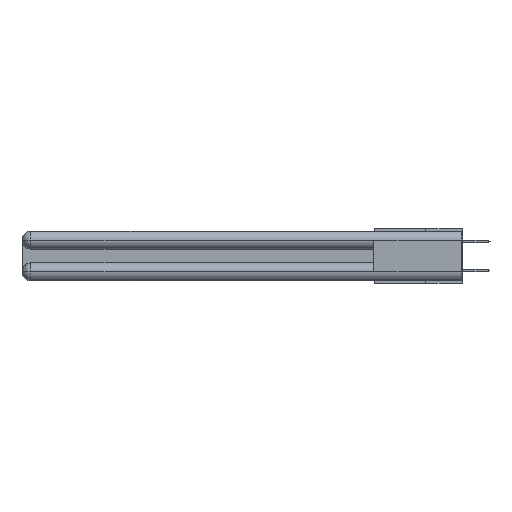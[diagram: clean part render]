
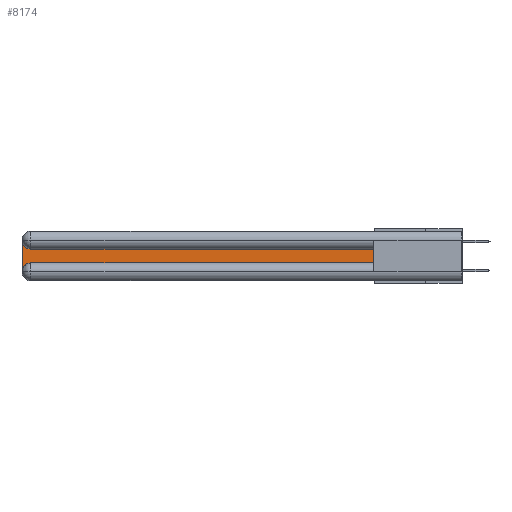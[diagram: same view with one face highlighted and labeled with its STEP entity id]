
A CAD part, left-side view. The second image highlights one B-rep face of the part: STEP entity #8174.
In plain terms, the highlighted planar face has unit normal (-1, 0, 0).
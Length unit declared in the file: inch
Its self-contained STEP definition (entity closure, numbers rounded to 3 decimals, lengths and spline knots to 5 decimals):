
#369 = EDGE_LOOP ( 'NONE', ( #6715, #13272, #8205, #15930, #22514, #30606 ) ) ;
#653 = DIRECTION ( 'NONE',  ( 0., 0., -1. ) ) ;
#851 = AXIS2_PLACEMENT_3D ( 'NONE', #13435, #13881, #20870 ) ;
#1489 = VECTOR ( 'NONE', #8562, 39.37008 ) ;
#3338 = CARTESIAN_POINT ( 'NONE',  ( 0.075, 3., -0.1225 ) ) ;
#5200 = VECTOR ( 'NONE', #11035, 39.37008 ) ;
#6715 = ORIENTED_EDGE ( 'NONE', *, *, #17298, .T. ) ;
#7669 = EDGE_CURVE ( 'NONE', #23581, #27462, #22256, .T. ) ;
#8174 = ADVANCED_FACE ( 'NONE', ( #18746 ), #23121, .F. ) ;
#8205 = ORIENTED_EDGE ( 'NONE', *, *, #23313, .T. ) ;
#8333 = CARTESIAN_POINT ( 'NONE',  ( 0.075, 0.6, -0.1225 ) ) ;
#8562 = DIRECTION ( 'NONE',  ( 0., -1., 0. ) ) ;
#8883 = LINE ( 'NONE', #10916, #1489 ) ;
#10315 = AXIS2_PLACEMENT_3D ( 'NONE', #3338, #10855, #28216 ) ;
#10855 = DIRECTION ( 'NONE',  ( 1., 0., 0. ) ) ;
#10903 = DIRECTION ( 'NONE',  ( 0., 1., 0. ) ) ;
#10916 = CARTESIAN_POINT ( 'NONE',  ( 0.075, 0.6, -0.2175 ) ) ;
#11035 = DIRECTION ( 'NONE',  ( 0., 0., 1. ) ) ;
#11054 = LINE ( 'NONE', #25757, #11427 ) ;
#11344 = VERTEX_POINT ( 'NONE', #20212 ) ;
#11414 = VECTOR ( 'NONE', #653, 39.37008 ) ;
#11427 = VECTOR ( 'NONE', #10903, 39.37008 ) ;
#13272 = ORIENTED_EDGE ( 'NONE', *, *, #15274, .T. ) ;
#13435 = CARTESIAN_POINT ( 'NONE',  ( 0.075, 2.94, -0.0625 ) ) ;
#13731 = AXIS2_PLACEMENT_3D ( 'NONE', #29661, #14811, #24883 ) ;
#13881 = DIRECTION ( 'NONE',  ( 1., 0., 0. ) ) ;
#14811 = DIRECTION ( 'NONE',  ( 1., 0., 0. ) ) ;
#15274 = EDGE_CURVE ( 'NONE', #30953, #27689, #26695, .T. ) ;
#15930 = ORIENTED_EDGE ( 'NONE', *, *, #23482, .T. ) ;
#16971 = VERTEX_POINT ( 'NONE', #19682 ) ;
#17298 = EDGE_CURVE ( 'NONE', #27462, #30953, #11054, .T. ) ;
#18393 = CARTESIAN_POINT ( 'NONE',  ( 0.075, 0.6, -0.2175 ) ) ;
#18590 = CARTESIAN_POINT ( 'NONE',  ( 0.075, 2.94, -0.1225 ) ) ;
#18746 = FACE_OUTER_BOUND ( 'NONE', #369, .T. ) ;
#19682 = CARTESIAN_POINT ( 'NONE',  ( 0.075, 2.94, -0.2175 ) ) ;
#20212 = CARTESIAN_POINT ( 'NONE',  ( 0.075, 3., -0.2775 ) ) ;
#20870 = DIRECTION ( 'NONE',  ( 0., 0., -1. ) ) ;
#21045 = EDGE_CURVE ( 'NONE', #16971, #23581, #8883, .T. ) ;
#22256 = LINE ( 'NONE', #18393, #5200 ) ;
#22514 = ORIENTED_EDGE ( 'NONE', *, *, #21045, .T. ) ;
#23046 = LINE ( 'NONE', #25177, #11414 ) ;
#23121 = PLANE ( 'NONE',  #10315 ) ;
#23146 = CARTESIAN_POINT ( 'NONE',  ( 0.075, 0.6, -0.2175 ) ) ;
#23313 = EDGE_CURVE ( 'NONE', #27689, #11344, #23046, .T. ) ;
#23482 = EDGE_CURVE ( 'NONE', #11344, #16971, #24979, .T. ) ;
#23581 = VERTEX_POINT ( 'NONE', #23146 ) ;
#24645 = CARTESIAN_POINT ( 'NONE',  ( 0.075, 3., -0.0625 ) ) ;
#24883 = DIRECTION ( 'NONE',  ( 0., 0., -1. ) ) ;
#24979 = CIRCLE ( 'NONE', #13731, 0.06 ) ;
#25177 = CARTESIAN_POINT ( 'NONE',  ( 0.075, 3., -0.2175 ) ) ;
#25757 = CARTESIAN_POINT ( 'NONE',  ( 0.075, 0.6, -0.1225 ) ) ;
#26695 = CIRCLE ( 'NONE', #851, 0.06 ) ;
#27462 = VERTEX_POINT ( 'NONE', #8333 ) ;
#27689 = VERTEX_POINT ( 'NONE', #24645 ) ;
#28216 = DIRECTION ( 'NONE',  ( 0., 0., -1. ) ) ;
#29661 = CARTESIAN_POINT ( 'NONE',  ( 0.075, 2.94, -0.2775 ) ) ;
#30606 = ORIENTED_EDGE ( 'NONE', *, *, #7669, .T. ) ;
#30953 = VERTEX_POINT ( 'NONE', #18590 ) ;
